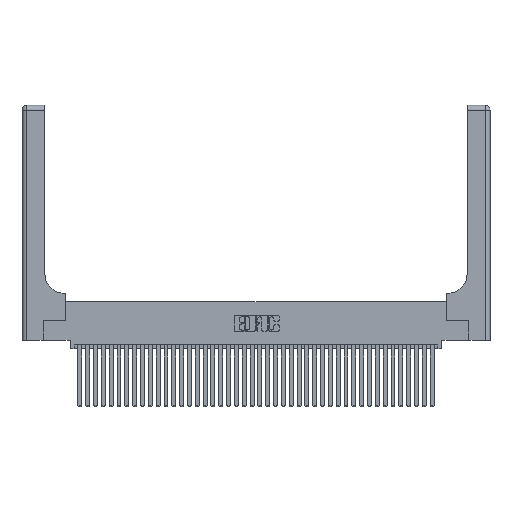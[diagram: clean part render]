
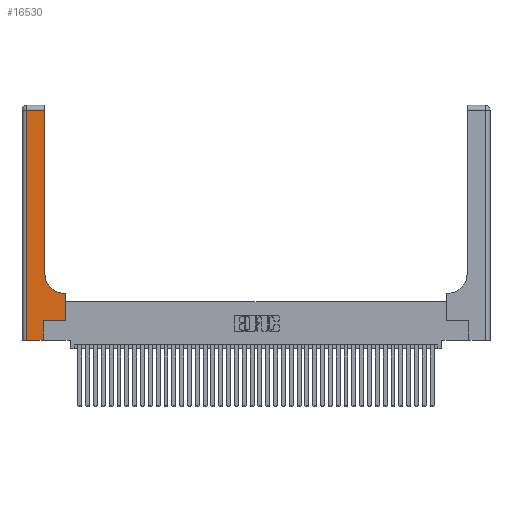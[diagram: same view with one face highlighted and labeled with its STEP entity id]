
A CAD part, top view. The second image highlights one B-rep face of the part: STEP entity #16530.
In plain terms, the highlighted planar face has unit normal (0, 0, 1).
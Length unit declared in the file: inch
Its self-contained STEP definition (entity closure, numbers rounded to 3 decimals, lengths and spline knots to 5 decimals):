
#187 = VECTOR ( 'NONE', #30371, 39.37008 ) ;
#226 = ORIENTED_EDGE ( 'NONE', *, *, #38374, .T. ) ;
#677 = CARTESIAN_POINT ( 'NONE',  ( 0.5415, 0.85, 0.37 ) ) ;
#1594 = ORIENTED_EDGE ( 'NONE', *, *, #5400, .T. ) ;
#2122 = CARTESIAN_POINT ( 'NONE',  ( 0.269, 0., 0.37 ) ) ;
#2161 = ORIENTED_EDGE ( 'NONE', *, *, #37599, .T. ) ;
#2933 = ORIENTED_EDGE ( 'NONE', *, *, #19808, .T. ) ;
#3025 = CARTESIAN_POINT ( 'NONE',  ( 0.5585, 0.25, 0.37 ) ) ;
#4688 = CARTESIAN_POINT ( 'NONE',  ( 0.5585, 0.25, 0.37 ) ) ;
#4821 = LINE ( 'NONE', #6037, #26008 ) ;
#5364 = EDGE_CURVE ( 'NONE', #27030, #11093, #17659, .T. ) ;
#5400 = EDGE_CURVE ( 'NONE', #11093, #31296, #4821, .T. ) ;
#6037 = CARTESIAN_POINT ( 'NONE',  ( 0.269, 0.25, 0.37 ) ) ;
#6173 = VERTEX_POINT ( 'NONE', #26810 ) ;
#7914 = CARTESIAN_POINT ( 'NONE',  ( 0.269, 0.25, 0.37 ) ) ;
#8467 = CARTESIAN_POINT ( 'NONE',  ( 0.2915, 2.94, 0.37 ) ) ;
#10578 = EDGE_CURVE ( 'NONE', #11383, #35667, #38184, .T. ) ;
#10944 = DIRECTION ( 'NONE',  ( 0., 0., -1. ) ) ;
#11081 = DIRECTION ( 'NONE',  ( -1., 0., 0. ) ) ;
#11093 = VERTEX_POINT ( 'NONE', #7914 ) ;
#11256 = DIRECTION ( 'NONE',  ( 0., 1., 0. ) ) ;
#11383 = VERTEX_POINT ( 'NONE', #32581 ) ;
#11755 = VERTEX_POINT ( 'NONE', #26475 ) ;
#14184 = VECTOR ( 'NONE', #28345, 39.37008 ) ;
#14613 = ORIENTED_EDGE ( 'NONE', *, *, #15735, .T. ) ;
#15683 = LINE ( 'NONE', #32306, #28003 ) ;
#15735 = EDGE_CURVE ( 'NONE', #20645, #39374, #15683, .T. ) ;
#16234 = AXIS2_PLACEMENT_3D ( 'NONE', #677, #29637, #35684 ) ;
#16530 = ADVANCED_FACE ( 'NONE', ( #38699 ), #18959, .F. ) ;
#16863 = CARTESIAN_POINT ( 'NONE',  ( 0., 3., 0.37 ) ) ;
#17197 = ORIENTED_EDGE ( 'NONE', *, *, #5364, .T. ) ;
#17435 = CARTESIAN_POINT ( 'NONE',  ( 0.06, 0., 0.37 ) ) ;
#17488 = LINE ( 'NONE', #28984, #19490 ) ;
#17659 = LINE ( 'NONE', #22054, #29946 ) ;
#18959 = PLANE ( 'NONE',  #31191 ) ;
#19012 = LINE ( 'NONE', #23957, #187 ) ;
#19490 = VECTOR ( 'NONE', #38554, 39.37008 ) ;
#19579 = VECTOR ( 'NONE', #24156, 39.37008 ) ;
#19587 = CIRCLE ( 'NONE', #16234, 0.25 ) ;
#19808 = EDGE_CURVE ( 'NONE', #35667, #27030, #19012, .T. ) ;
#20645 = VERTEX_POINT ( 'NONE', #25824 ) ;
#21642 = DIRECTION ( 'NONE',  ( 0., 1., 0. ) ) ;
#22054 = CARTESIAN_POINT ( 'NONE',  ( 0.269, 0., 0.37 ) ) ;
#22586 = LINE ( 'NONE', #3025, #14184 ) ;
#22767 = VECTOR ( 'NONE', #30515, 39.37008 ) ;
#23785 = EDGE_LOOP ( 'NONE', ( #14613, #33895, #35987, #2933, #17197, #1594, #2161, #24078, #226 ) ) ;
#23957 = CARTESIAN_POINT ( 'NONE',  ( 0., 0., 0.37 ) ) ;
#24078 = ORIENTED_EDGE ( 'NONE', *, *, #32104, .T. ) ;
#24156 = DIRECTION ( 'NONE',  ( 0., -1., 0. ) ) ;
#25824 = CARTESIAN_POINT ( 'NONE',  ( 0.2915, 0.85, 0.37 ) ) ;
#26008 = VECTOR ( 'NONE', #31208, 39.37008 ) ;
#26475 = CARTESIAN_POINT ( 'NONE',  ( 0.5415, 0.6, 0.37 ) ) ;
#26810 = CARTESIAN_POINT ( 'NONE',  ( 0.5585, 0.6, 0.37 ) ) ;
#27030 = VERTEX_POINT ( 'NONE', #2122 ) ;
#28003 = VECTOR ( 'NONE', #11256, 39.37008 ) ;
#28345 = DIRECTION ( 'NONE',  ( 0., 1., 0. ) ) ;
#28984 = CARTESIAN_POINT ( 'NONE',  ( 0., 2.94, 0.37 ) ) ;
#29637 = DIRECTION ( 'NONE',  ( 0., 0., -1. ) ) ;
#29946 = VECTOR ( 'NONE', #21642, 39.37008 ) ;
#30371 = DIRECTION ( 'NONE',  ( 1., 0., 0. ) ) ;
#30515 = DIRECTION ( 'NONE',  ( -1., 0., 0. ) ) ;
#31191 = AXIS2_PLACEMENT_3D ( 'NONE', #16863, #10944, #11081 ) ;
#31208 = DIRECTION ( 'NONE',  ( 1., 0., 0. ) ) ;
#31296 = VERTEX_POINT ( 'NONE', #4688 ) ;
#32104 = EDGE_CURVE ( 'NONE', #6173, #11755, #37467, .T. ) ;
#32306 = CARTESIAN_POINT ( 'NONE',  ( 0.2915, 3., 0.37 ) ) ;
#32581 = CARTESIAN_POINT ( 'NONE',  ( 0.06, 2.94, 0.37 ) ) ;
#32643 = EDGE_CURVE ( 'NONE', #39374, #11383, #17488, .T. ) ;
#33895 = ORIENTED_EDGE ( 'NONE', *, *, #32643, .T. ) ;
#35667 = VERTEX_POINT ( 'NONE', #17435 ) ;
#35684 = DIRECTION ( 'NONE',  ( 1., 0., 0. ) ) ;
#35987 = ORIENTED_EDGE ( 'NONE', *, *, #10578, .T. ) ;
#36895 = CARTESIAN_POINT ( 'NONE',  ( 0.06, 3., 0.37 ) ) ;
#36960 = CARTESIAN_POINT ( 'NONE',  ( 0.2915, 0.6, 0.37 ) ) ;
#37467 = LINE ( 'NONE', #36960, #22767 ) ;
#37599 = EDGE_CURVE ( 'NONE', #31296, #6173, #22586, .T. ) ;
#38184 = LINE ( 'NONE', #36895, #19579 ) ;
#38374 = EDGE_CURVE ( 'NONE', #11755, #20645, #19587, .T. ) ;
#38554 = DIRECTION ( 'NONE',  ( -1., 0., 0. ) ) ;
#38699 = FACE_OUTER_BOUND ( 'NONE', #23785, .T. ) ;
#39374 = VERTEX_POINT ( 'NONE', #8467 ) ;
